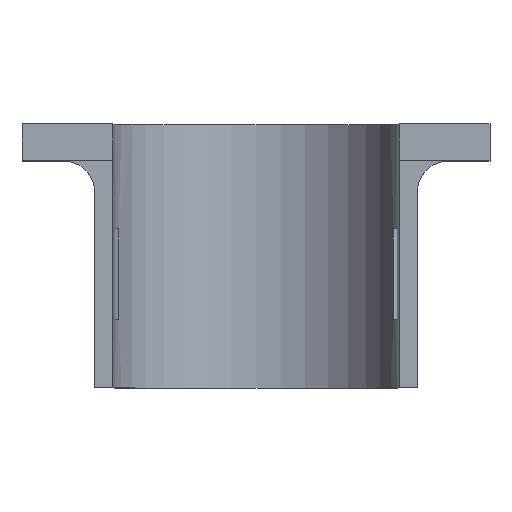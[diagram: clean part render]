
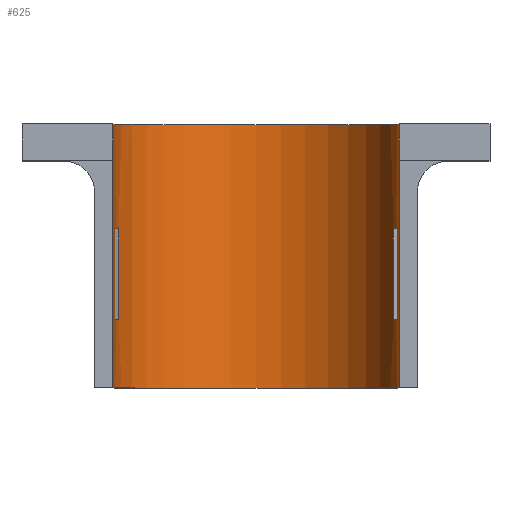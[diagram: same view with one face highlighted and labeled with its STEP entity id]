
A CAD part, top view. The second image highlights one B-rep face of the part: STEP entity #625.
In plain terms, the highlighted cylindrical face has radius 15.75 mm (diameter 31.5 mm), a partial arc.
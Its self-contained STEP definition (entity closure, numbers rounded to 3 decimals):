
#32 = VERTEX_POINT('',#33);
#33 = CARTESIAN_POINT('',(-28.25,121.838,54.5));
#120 = VERTEX_POINT('',#121);
#121 = CARTESIAN_POINT('',(3.25,121.838,54.5));
#169 = VERTEX_POINT('',#170);
#170 = CARTESIAN_POINT('',(-28.25,96.838,54.5));
#176 = EDGE_CURVE('',#32,#169,#177,.T.);
#177 = LINE('',#178,#179);
#178 = CARTESIAN_POINT('',(-28.25,121.838,54.5));
#179 = VECTOR('',#180,1.);
#180 = DIRECTION('',(0.,-1.,0.));
#234 = VERTEX_POINT('',#235);
#235 = CARTESIAN_POINT('',(-28.25,125.838,54.5));
#241 = EDGE_CURVE('',#32,#234,#242,.T.);
#242 = LINE('',#243,#244);
#243 = CARTESIAN_POINT('',(-28.25,121.838,54.5));
#244 = VECTOR('',#245,1.);
#245 = DIRECTION('',(0.,1.,0.));
#267 = EDGE_CURVE('',#120,#268,#270,.T.);
#268 = VERTEX_POINT('',#269);
#269 = CARTESIAN_POINT('',(3.25,96.838,54.5));
#270 = LINE('',#271,#272);
#271 = CARTESIAN_POINT('',(3.25,121.838,54.5));
#272 = VECTOR('',#273,1.);
#273 = DIRECTION('',(0.,-1.,0.));
#346 = VERTEX_POINT('',#347);
#347 = CARTESIAN_POINT('',(3.25,125.838,54.5));
#353 = EDGE_CURVE('',#120,#346,#354,.T.);
#354 = LINE('',#355,#356);
#355 = CARTESIAN_POINT('',(3.25,121.838,54.5));
#356 = VECTOR('',#357,1.);
#357 = DIRECTION('',(0.,1.,0.));
#611 = EDGE_CURVE('',#169,#268,#612,.T.);
#612 = CIRCLE('',#613,15.75);
#613 = AXIS2_PLACEMENT_3D('',#614,#615,#616);
#614 = CARTESIAN_POINT('',(-12.5,96.838,54.5));
#615 = DIRECTION('',(0.,-1.,0.));
#616 = DIRECTION('',(1.,0.,0.));
#625 = ADVANCED_FACE('',(#626,#640,#676),#712,.F.);
#626 = FACE_BOUND('',#627,.T.);
#627 = EDGE_LOOP('',(#628,#629,#630,#631,#638,#639));
#628 = ORIENTED_EDGE('',*,*,#611,.T.);
#629 = ORIENTED_EDGE('',*,*,#267,.F.);
#630 = ORIENTED_EDGE('',*,*,#353,.T.);
#631 = ORIENTED_EDGE('',*,*,#632,.T.);
#632 = EDGE_CURVE('',#346,#234,#633,.T.);
#633 = CIRCLE('',#634,15.75);
#634 = AXIS2_PLACEMENT_3D('',#635,#636,#637);
#635 = CARTESIAN_POINT('',(-12.5,125.838,54.5));
#636 = DIRECTION('',(0.,1.,0.));
#637 = DIRECTION('',(-1.,0.,0.));
#638 = ORIENTED_EDGE('',*,*,#241,.F.);
#639 = ORIENTED_EDGE('',*,*,#176,.T.);
#640 = FACE_BOUND('',#641,.T.);
#641 = EDGE_LOOP('',(#642,#653,#661,#670));
#642 = ORIENTED_EDGE('',*,*,#643,.T.);
#643 = EDGE_CURVE('',#644,#646,#648,.T.);
#644 = VERTEX_POINT('',#645);
#645 = CARTESIAN_POINT('',(2.628,114.338,50.119
    ));
#646 = VERTEX_POINT('',#647);
#647 = CARTESIAN_POINT('',(3.025,114.338,
    51.848));
#648 = CIRCLE('',#649,15.75);
#649 = AXIS2_PLACEMENT_3D('',#650,#651,#652);
#650 = CARTESIAN_POINT('',(-12.5,114.338,54.5));
#651 = DIRECTION('',(0.,-1.,0.));
#652 = DIRECTION('',(-1.,0.,0.));
#653 = ORIENTED_EDGE('',*,*,#654,.T.);
#654 = EDGE_CURVE('',#646,#655,#657,.T.);
#655 = VERTEX_POINT('',#656);
#656 = CARTESIAN_POINT('',(3.025,104.338,
    51.848));
#657 = LINE('',#658,#659);
#658 = CARTESIAN_POINT('',(3.025,121.838,
    51.848));
#659 = VECTOR('',#660,1.);
#660 = DIRECTION('',(0.,-1.,0.));
#661 = ORIENTED_EDGE('',*,*,#662,.F.);
#662 = EDGE_CURVE('',#663,#655,#665,.T.);
#663 = VERTEX_POINT('',#664);
#664 = CARTESIAN_POINT('',(2.628,104.338,50.119
    ));
#665 = CIRCLE('',#666,15.75);
#666 = AXIS2_PLACEMENT_3D('',#667,#668,#669);
#667 = CARTESIAN_POINT('',(-12.5,104.338,54.5));
#668 = DIRECTION('',(0.,-1.,0.));
#669 = DIRECTION('',(-1.,0.,0.));
#670 = ORIENTED_EDGE('',*,*,#671,.F.);
#671 = EDGE_CURVE('',#644,#663,#672,.T.);
#672 = LINE('',#673,#674);
#673 = CARTESIAN_POINT('',(2.628,121.838,50.119
    ));
#674 = VECTOR('',#675,1.);
#675 = DIRECTION('',(0.,-1.,0.));
#676 = FACE_BOUND('',#677,.T.);
#677 = EDGE_LOOP('',(#678,#689,#697,#706));
#678 = ORIENTED_EDGE('',*,*,#679,.T.);
#679 = EDGE_CURVE('',#680,#682,#684,.T.);
#680 = VERTEX_POINT('',#681);
#681 = CARTESIAN_POINT('',(-28.025,114.338,51.848
    ));
#682 = VERTEX_POINT('',#683);
#683 = CARTESIAN_POINT('',(-27.628,114.338,
    50.119));
#684 = CIRCLE('',#685,15.75);
#685 = AXIS2_PLACEMENT_3D('',#686,#687,#688);
#686 = CARTESIAN_POINT('',(-12.5,114.338,54.5));
#687 = DIRECTION('',(0.,-1.,0.));
#688 = DIRECTION('',(-1.,0.,0.));
#689 = ORIENTED_EDGE('',*,*,#690,.T.);
#690 = EDGE_CURVE('',#682,#691,#693,.T.);
#691 = VERTEX_POINT('',#692);
#692 = CARTESIAN_POINT('',(-27.628,104.338,
    50.119));
#693 = LINE('',#694,#695);
#694 = CARTESIAN_POINT('',(-27.628,121.838,
    50.119));
#695 = VECTOR('',#696,1.);
#696 = DIRECTION('',(0.,-1.,0.));
#697 = ORIENTED_EDGE('',*,*,#698,.F.);
#698 = EDGE_CURVE('',#699,#691,#701,.T.);
#699 = VERTEX_POINT('',#700);
#700 = CARTESIAN_POINT('',(-28.025,104.338,51.848
    ));
#701 = CIRCLE('',#702,15.75);
#702 = AXIS2_PLACEMENT_3D('',#703,#704,#705);
#703 = CARTESIAN_POINT('',(-12.5,104.338,54.5));
#704 = DIRECTION('',(0.,-1.,0.));
#705 = DIRECTION('',(-1.,0.,0.));
#706 = ORIENTED_EDGE('',*,*,#707,.F.);
#707 = EDGE_CURVE('',#680,#699,#708,.T.);
#708 = LINE('',#709,#710);
#709 = CARTESIAN_POINT('',(-28.025,121.838,51.848
    ));
#710 = VECTOR('',#711,1.);
#711 = DIRECTION('',(0.,-1.,0.));
#712 = CYLINDRICAL_SURFACE('',#713,15.75);
#713 = AXIS2_PLACEMENT_3D('',#714,#715,#716);
#714 = CARTESIAN_POINT('',(-12.5,121.838,54.5));
#715 = DIRECTION('',(0.,-1.,0.));
#716 = DIRECTION('',(-1.,0.,0.));
